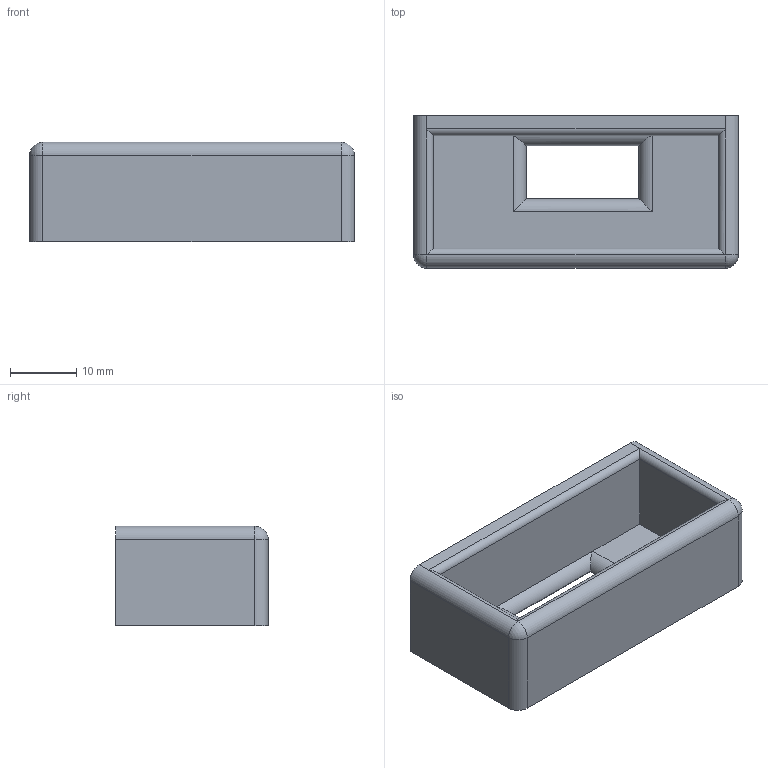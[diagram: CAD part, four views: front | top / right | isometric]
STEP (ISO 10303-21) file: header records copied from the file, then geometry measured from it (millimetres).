
FILE_DESCRIPTION(('HOOPS Exchange Step'),'2;1');
FILE_NAME('022-test-v4.stp','2024-09-08T10:32:44+07:00',('nguye'),('Unknown organisation'),'HOOPS Exchange 2023.2','HOOPS Exchange','Unknown authorisation');
FILE_SCHEMA( ('AP203_CONFIGURATION_CONTROLLED_3D_DESIGN_OF_MECHANICAL_PARTS_AND_ASSEMBLIES_MIM_LF') );
Length unit declared in the file: millimetre
Products named in the file (1): Solid 43
Bounding box: 49 x 23 x 15 mm (x, y, z)
Volume: 6955.2 mm3; surface area: 5599.5 mm2
Topology: 1 solids, 1 shells, 27 faces, 67 edges, 39 vertices
Faces by surface type: cylinder 13, plane 12, sphere 2
Entity records: 852 total; most frequent: CARTESIAN_POINT 198, DIRECTION 135, ORIENTED_EDGE 130, EDGE_CURVE 65, AXIS2_PLACEMENT_3D 46, VECTOR 43, LINE 43, VERTEX_POINT 39
